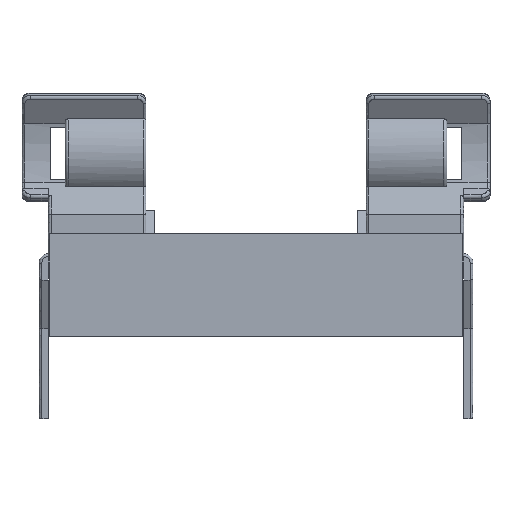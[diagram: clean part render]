
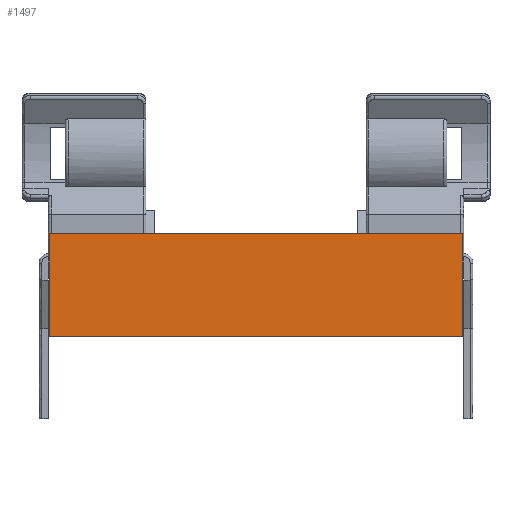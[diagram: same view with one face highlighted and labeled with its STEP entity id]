
A CAD part, front view. The second image highlights one B-rep face of the part: STEP entity #1497.
In plain terms, the highlighted free-form (B-spline) face has degree [1, 1] with [2, 2] control points.
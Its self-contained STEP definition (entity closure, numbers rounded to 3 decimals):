
#737 = VERTEX_POINT('',#738);
#738 = CARTESIAN_POINT('',(-15.929,-6.444,0.));
#743 = EDGE_CURVE('',#737,#744,#746,.T.);
#744 = VERTEX_POINT('',#745);
#745 = CARTESIAN_POINT('',(-15.929,-6.444,
    7.892));
#746 = B_SPLINE_CURVE_WITH_KNOTS('',1,(#747,#748),.UNSPECIFIED.,.F.,.F.,
  (2,2),(0.,5.45),.PIECEWISE_BEZIER_KNOTS.);
#747 = CARTESIAN_POINT('',(-15.929,-6.444,0.));
#748 = CARTESIAN_POINT('',(-15.929,-6.444,
    7.892));
#832 = EDGE_CURVE('',#744,#833,#835,.T.);
#833 = VERTEX_POINT('',#834);
#834 = CARTESIAN_POINT('',(15.929,-6.444,
    7.892));
#835 = B_SPLINE_CURVE_WITH_KNOTS('',1,(#836,#837),.UNSPECIFIED.,.F.,.F.,
  (2,2),(-22.,0.),.PIECEWISE_BEZIER_KNOTS.);
#836 = CARTESIAN_POINT('',(-15.929,-6.444,
    7.892));
#837 = CARTESIAN_POINT('',(15.929,-6.444,
    7.892));
#1004 = EDGE_CURVE('',#1005,#833,#1007,.T.);
#1005 = VERTEX_POINT('',#1006);
#1006 = CARTESIAN_POINT('',(15.929,-6.444,0.));
#1007 = B_SPLINE_CURVE_WITH_KNOTS('',1,(#1008,#1009),.UNSPECIFIED.,.F.,
  .F.,(2,2),(0.,5.45),.PIECEWISE_BEZIER_KNOTS.);
#1008 = CARTESIAN_POINT('',(15.929,-6.444,0.));
#1009 = CARTESIAN_POINT('',(15.929,-6.444,
    7.892));
#1296 = EDGE_CURVE('',#1005,#737,#1297,.T.);
#1297 = B_SPLINE_CURVE_WITH_KNOTS('',1,(#1298,#1299),.UNSPECIFIED.,.F.,
  .F.,(2,2),(0.,22.),.PIECEWISE_BEZIER_KNOTS.);
#1298 = CARTESIAN_POINT('',(15.929,-6.444,0.));
#1299 = CARTESIAN_POINT('',(-15.929,-6.444,0.));
#1497 = ADVANCED_FACE('',(#1498),#1504,.T.);
#1498 = FACE_BOUND('',#1499,.T.);
#1499 = EDGE_LOOP('',(#1500,#1501,#1502,#1503));
#1500 = ORIENTED_EDGE('',*,*,#1296,.F.);
#1501 = ORIENTED_EDGE('',*,*,#1004,.T.);
#1502 = ORIENTED_EDGE('',*,*,#832,.F.);
#1503 = ORIENTED_EDGE('',*,*,#743,.F.);
#1504 = B_SPLINE_SURFACE_WITH_KNOTS('',1,1,(
    (#1505,#1506)
    ,(#1507,#1508
    )),.UNSPECIFIED.,.F.,.F.,.F.,(2,2),(2,2),(0.,22.),(0.,5.45),
  .PIECEWISE_BEZIER_KNOTS.);
#1505 = CARTESIAN_POINT('',(-15.929,-6.444,0.));
#1506 = CARTESIAN_POINT('',(-15.929,-6.444,
    7.892));
#1507 = CARTESIAN_POINT('',(15.929,-6.444,0.));
#1508 = CARTESIAN_POINT('',(15.929,-6.444,
    7.892));
